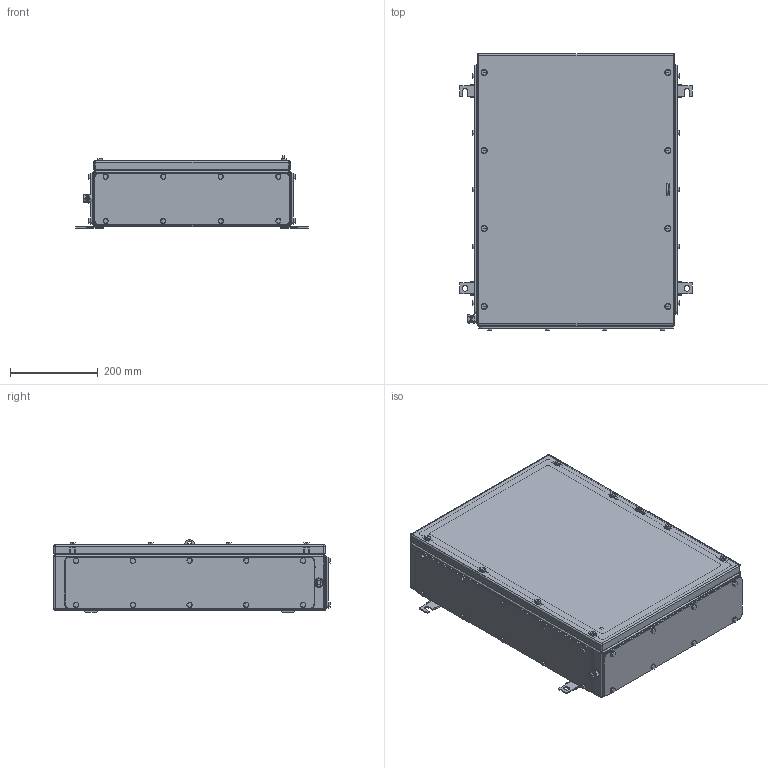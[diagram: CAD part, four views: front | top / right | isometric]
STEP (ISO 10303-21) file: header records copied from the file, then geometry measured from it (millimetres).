
FILE_DESCRIPTION(('CATIA V5 STEP Exchange','CAx-IF Rec.Pracs.--- Model Styling and Organization---1.4--- 2014-01-23'),'2;1');
FILE_NAME ('008572-8_2_1195330000_1195330000.stp','2019-07-18T13:40:01+00:00',('none'),('Weidmueller'),'CATIA Version 5-6 Release 2016 SP3 HF44','CATIA V5 STEP AP214','none');
FILE_SCHEMA(('AUTOMOTIVE_DESIGN { 1 0 10303 214 1 1 1 1 }'));
Products named in the file (1): 1195330000
Bounding box: 531 x 631 x 164.9 mm (x, y, z)
Volume: 2223809.9 mm3; surface area: 2386507.9 mm2
Topology: 110 solids, 110 shells, 3025 faces, 7076 edges, 4284 vertices
Faces by surface type: cylinder 1321, plane 1188, cone 216, torus 148, sphere 112, bspline 40
Entity records: 83648 total; most frequent: CARTESIAN_POINT 19027, ORIENTED_EDGE 13776, DIRECTION 11191, EDGE_CURVE 6888, AXIS2_PLACEMENT_3D 5054, VERTEX_POINT 4284, VECTOR 3824, LINE 3824
